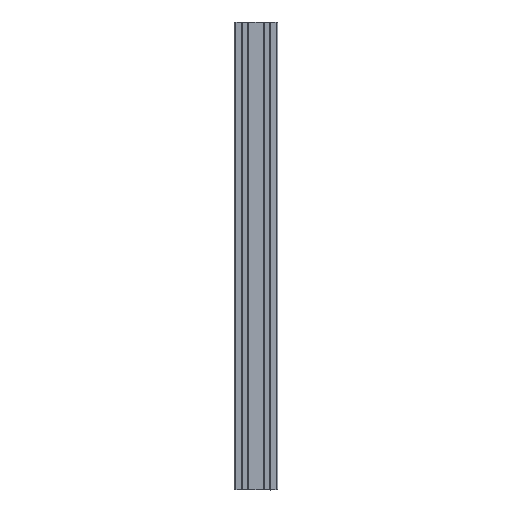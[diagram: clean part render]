
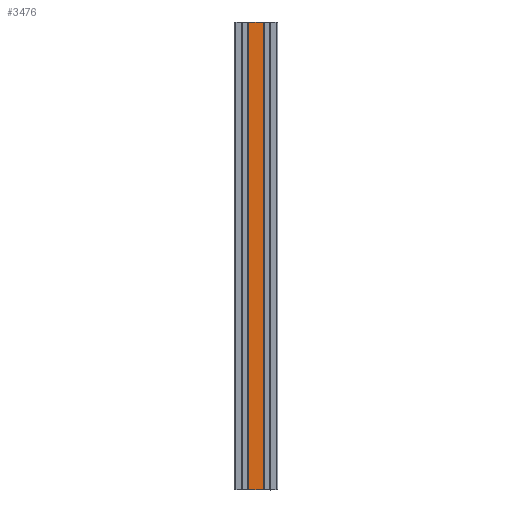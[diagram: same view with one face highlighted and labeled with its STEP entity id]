
A CAD part, left-side view. The second image highlights one B-rep face of the part: STEP entity #3476.
In plain terms, the highlighted planar face has unit normal (-1, 0, 0).
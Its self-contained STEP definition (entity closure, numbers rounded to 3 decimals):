
#145=FACE_OUTER_BOUND('',#320,.T.);
#320=EDGE_LOOP('',(#2448,#2449,#2450,#2451));
#680=LINE('',#5136,#1010);
#777=LINE('',#5493,#1107);
#778=LINE('',#5496,#1108);
#779=LINE('',#5497,#1109);
#1010=VECTOR('',#4067,1000.);
#1107=VECTOR('',#4376,1000.);
#1108=VECTOR('',#4379,1000.);
#1109=VECTOR('',#4380,1000.);
#1362=VERTEX_POINT('',#5133);
#1363=VERTEX_POINT('',#5135);
#1517=VERTEX_POINT('',#5491);
#1518=VERTEX_POINT('',#5495);
#1708=EDGE_CURVE('',#1363,#1362,#680,.T.);
#1887=EDGE_CURVE('',#1363,#1517,#777,.T.);
#1888=EDGE_CURVE('',#1517,#1518,#778,.T.);
#1889=EDGE_CURVE('',#1362,#1518,#779,.T.);
#2448=ORIENTED_EDGE('',*,*,#1888,.F.);
#2449=ORIENTED_EDGE('',*,*,#1887,.F.);
#2450=ORIENTED_EDGE('',*,*,#1708,.T.);
#2451=ORIENTED_EDGE('',*,*,#1889,.T.);
#3215=PLANE('',#3765);
#3476=ADVANCED_FACE('',(#145),#3215,.T.);
#3765=AXIS2_PLACEMENT_3D('',#5494,#4377,#4378);
#4067=DIRECTION('',(0.,-1.,0.));
#4376=DIRECTION('',(0.,0.,1.));
#4377=DIRECTION('center_axis',(-1.,0.,0.));
#4378=DIRECTION('ref_axis',(0.,0.,1.));
#4379=DIRECTION('',(0.,-1.,0.));
#4380=DIRECTION('',(0.,0.,1.));
#5133=CARTESIAN_POINT('',(-10.,3.138,-430.));
#5135=CARTESIAN_POINT('',(-10.,16.862,-430.));
#5136=CARTESIAN_POINT('',(-10.,16.862,-430.));
#5491=CARTESIAN_POINT('',(-10.,16.862,0.));
#5493=CARTESIAN_POINT('',(-10.,16.862,-430.));
#5494=CARTESIAN_POINT('Origin',(-10.,16.862,-430.));
#5495=CARTESIAN_POINT('',(-10.,3.138,0.));
#5496=CARTESIAN_POINT('',(-10.,16.862,0.));
#5497=CARTESIAN_POINT('',(-10.,3.138,-430.));
